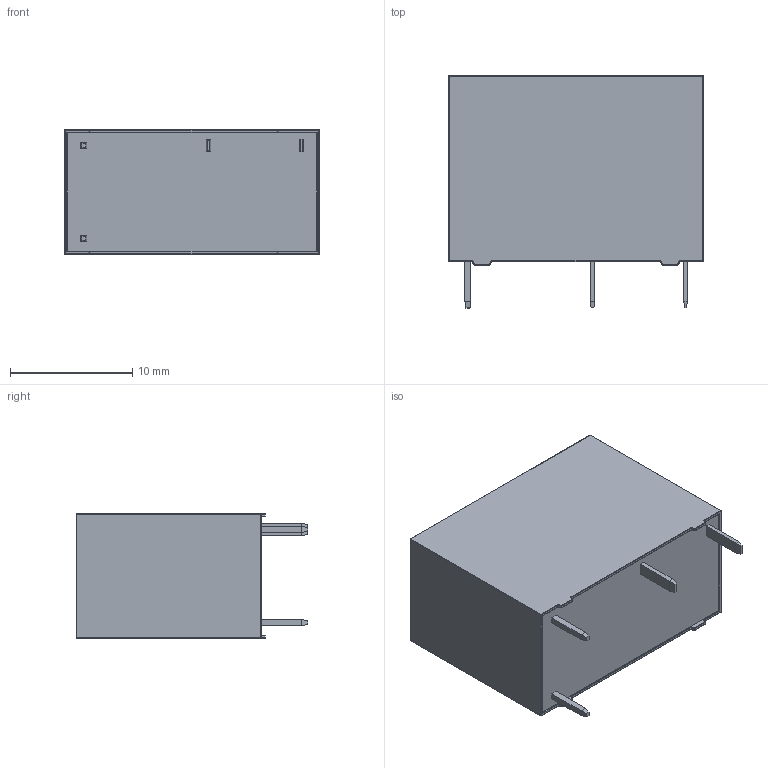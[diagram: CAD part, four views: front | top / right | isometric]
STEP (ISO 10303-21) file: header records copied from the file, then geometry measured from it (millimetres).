
FILE_DESCRIPTION (( 'STEP AP203' ), '1' );
FILE_NAME ('CUI_DEVICES_PR10-24V-450-1A.step', '2023-08-28T19:50:43', ( '' ), ( '' ), 'SwSTEP 2.0', 'SolidWorks 2023', '' );
FILE_SCHEMA (( 'CONFIG_CONTROL_DESIGN' ));
Length unit declared in the file: millimetre
Products named in the file (1): CUI_DEVICES_PR10-24V-450-1A
Bounding box: 20.9 x 19 x 10.2 mm (x, y, z)
Volume: 3224.8 mm3; surface area: 1415.2 mm2
Topology: 5 solids, 5 shells, 155 faces, 342 edges, 192 vertices
Faces by surface type: plane 61, cylinder 46, bspline 24, torus 16, sphere 8
Entity records: 4857 total; most frequent: CARTESIAN_POINT 1550, DIRECTION 678, ORIENTED_EDGE 668, EDGE_CURVE 334, AXIS2_PLACEMENT_3D 248, VERTEX_POINT 192, LINE 182, VECTOR 182
